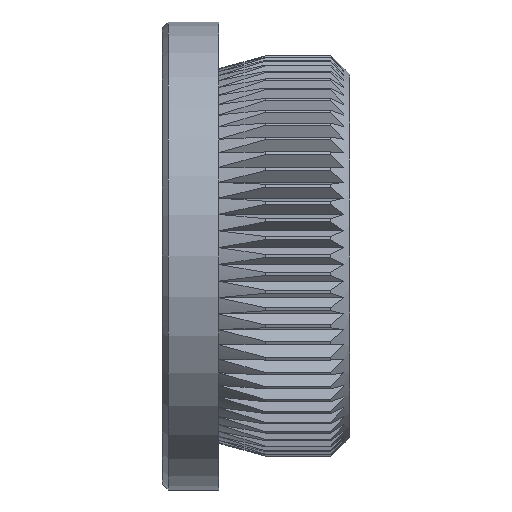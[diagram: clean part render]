
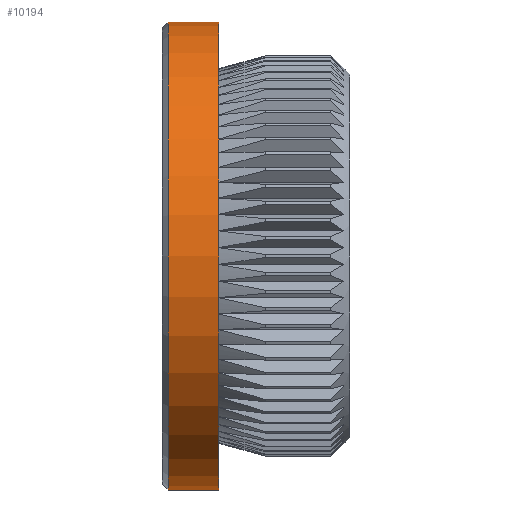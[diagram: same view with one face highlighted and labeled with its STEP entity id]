
A CAD part, left-side view. The second image highlights one B-rep face of the part: STEP entity #10194.
In plain terms, the highlighted cylindrical face has radius 12.5 mm (diameter 25 mm), a partial arc.
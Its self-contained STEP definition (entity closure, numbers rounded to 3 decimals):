
#455 = CARTESIAN_POINT ( 'NONE',  ( 0., 0., 0. ) ) ;
#463 = CIRCLE ( 'NONE', #13280, 12.5 ) ;
#678 = ORIENTED_EDGE ( 'NONE', *, *, #8115, .T. ) ;
#728 = VERTEX_POINT ( 'NONE', #8550 ) ;
#2010 = CARTESIAN_POINT ( 'NONE',  ( 0., 7., -12.5 ) ) ;
#2728 = AXIS2_PLACEMENT_3D ( 'NONE', #4673, #11705, #20600 ) ;
#2799 = AXIS2_PLACEMENT_3D ( 'NONE', #455, #12863, #20045 ) ;
#3709 = VECTOR ( 'NONE', #20388, 1000. ) ;
#4629 = EDGE_CURVE ( 'NONE', #16804, #728, #463, .T. ) ;
#4673 = CARTESIAN_POINT ( 'NONE',  ( 0., 7., 0. ) ) ;
#5729 = CARTESIAN_POINT ( 'NONE',  ( 0., 9.7, 0. ) ) ;
#6036 = CARTESIAN_POINT ( 'NONE',  ( 0., 9.7, 12.5 ) ) ;
#6603 = VECTOR ( 'NONE', #13195, 1000. ) ;
#7146 = ORIENTED_EDGE ( 'NONE', *, *, #20890, .F. ) ;
#8115 = EDGE_CURVE ( 'NONE', #728, #17014, #12586, .T. ) ;
#8550 = CARTESIAN_POINT ( 'NONE',  ( 0., 9.7, -12.5 ) ) ;
#9503 = DIRECTION ( 'NONE',  ( 0., -1., 0. ) ) ;
#10194 = ADVANCED_FACE ( 'NONE', ( #17254 ), #19999, .T. ) ;
#11188 = DIRECTION ( 'NONE',  ( 0., 0., 1. ) ) ;
#11705 = DIRECTION ( 'NONE',  ( 0., -1., 0. ) ) ;
#11715 = ORIENTED_EDGE ( 'NONE', *, *, #18184, .F. ) ;
#12586 = LINE ( 'NONE', #18629, #3709 ) ;
#12863 = DIRECTION ( 'NONE',  ( 0., -1., 0. ) ) ;
#13074 = ORIENTED_EDGE ( 'NONE', *, *, #4629, .T. ) ;
#13195 = DIRECTION ( 'NONE',  ( 0., -1., 0. ) ) ;
#13280 = AXIS2_PLACEMENT_3D ( 'NONE', #5729, #9503, #11188 ) ;
#14476 = VERTEX_POINT ( 'NONE', #14719 ) ;
#14719 = CARTESIAN_POINT ( 'NONE',  ( 0., 7., 12.5 ) ) ;
#15116 = EDGE_LOOP ( 'NONE', ( #7146, #13074, #678, #11715 ) ) ;
#15243 = CARTESIAN_POINT ( 'NONE',  ( 0., 0., 12.5 ) ) ;
#16804 = VERTEX_POINT ( 'NONE', #6036 ) ;
#17014 = VERTEX_POINT ( 'NONE', #2010 ) ;
#17254 = FACE_OUTER_BOUND ( 'NONE', #15116, .T. ) ;
#17756 = CIRCLE ( 'NONE', #2728, 12.5 ) ;
#18184 = EDGE_CURVE ( 'NONE', #14476, #17014, #17756, .T. ) ;
#18629 = CARTESIAN_POINT ( 'NONE',  ( 0., 0., -12.5 ) ) ;
#19999 = CYLINDRICAL_SURFACE ( 'NONE', #2799, 12.5 ) ;
#20045 = DIRECTION ( 'NONE',  ( 0., 0., -1. ) ) ;
#20388 = DIRECTION ( 'NONE',  ( 0., -1., 0. ) ) ;
#20600 = DIRECTION ( 'NONE',  ( 0., 0., -1. ) ) ;
#20890 = EDGE_CURVE ( 'NONE', #16804, #14476, #22600, .T. ) ;
#22600 = LINE ( 'NONE', #15243, #6603 ) ;
